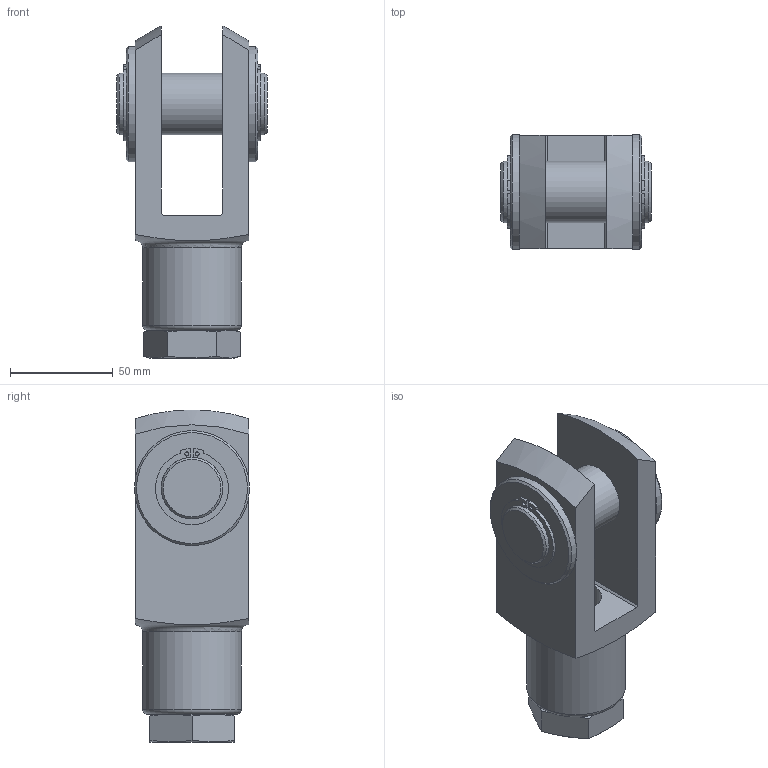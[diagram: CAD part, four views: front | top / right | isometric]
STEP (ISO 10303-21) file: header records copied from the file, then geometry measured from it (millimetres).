
FILE_DESCRIPTION(/* description */ ('STEP AP214'),/* implementation_level */ '2;1');
FILE_NAME(/* name */ '14987_SG-M27X2-B',/* time_stamp */ '2024-09-11T12:26:38+02:00',/* author */ ('License CC BY-ND 4.0'),/* organization */ ('CADENAS'),/* preprocessor_version */ 'ST-DEVELOPER v19.3',/* originating_system */ 'PARTsolutions',/* authorisation */ ' ');
FILE_SCHEMA (('AUTOMOTIVE_DESIGN {1 0 10303 214 3 1 1}'));
Length unit declared in the file: millimetre
Products named in the file (4): 14987 SG-M27x2-B; 14987 SG-M27x2-B---(GK); DIN-439-B - M27x2(F); 369497 BO-30-056,0-A2
Assembly tree (3 placements, depth 2):
  14987 SG-M27x2-B
    14987 SG-M27x2-B---(GK)
    DIN-439-B - M27x2(F)
    369497 BO-30-056,0-A2
Bounding box: 73 x 56 x 161.5 mm (x, y, z)
Volume: 271888.8 mm3; surface area: 61763.6 mm2
Topology: 3 solids, 3 shells, 74 faces, 174 edges, 114 vertices
Faces by surface type: plane 40, cylinder 20, cone 12, torus 2
Full cylindrical faces by diameter (mm): 2 x4, 24.835 x2, 30 x5, 48 x1, 56 x2
Entity records: 2091 total; most frequent: CARTESIAN_POINT 420, DIRECTION 332, ORIENTED_EDGE 278, EDGE_CURVE 139, AXIS2_PLACEMENT_3D 137, EDGE_LOOP 116, FACE_BOUND 116, VERTEX_POINT 105
